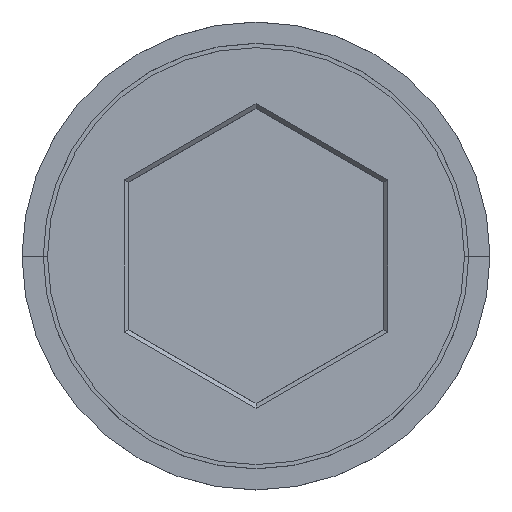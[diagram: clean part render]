
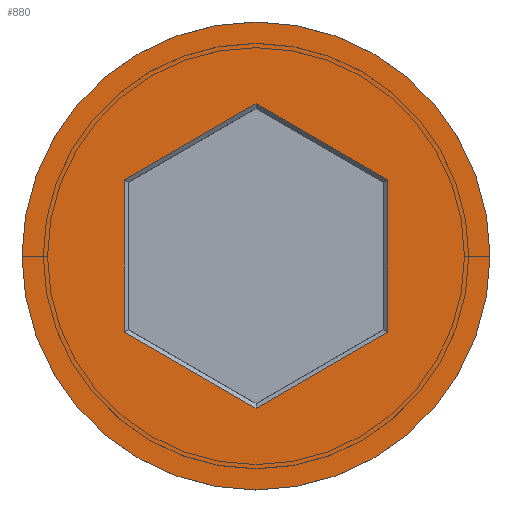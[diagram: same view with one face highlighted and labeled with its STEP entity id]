
A CAD part, top view. The second image highlights one B-rep face of the part: STEP entity #880.
In plain terms, the highlighted planar face has unit normal (0, 0, 1).
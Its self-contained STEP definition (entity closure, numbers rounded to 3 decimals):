
#5 = EDGE_CURVE ( 'NONE', #1037, #26, #699, .T. ) ;
#13 = AXIS2_PLACEMENT_3D ( 'NONE', #848, #843, #1067 ) ;
#26 = VERTEX_POINT ( 'NONE', #434 ) ;
#61 = LINE ( 'NONE', #1427, #271 ) ;
#124 = EDGE_CURVE ( 'NONE', #1120, #1176, #950, .T. ) ;
#143 = ORIENTED_EDGE ( 'NONE', *, *, #292, .T. ) ;
#148 = ORIENTED_EDGE ( 'NONE', *, *, #668, .T. ) ;
#160 = VERTEX_POINT ( 'NONE', #819 ) ;
#215 = EDGE_LOOP ( 'NONE', ( #143, #148 ) ) ;
#217 = CARTESIAN_POINT ( 'NONE',  ( 0., -3.58, 0. ) ) ;
#221 = LINE ( 'NONE', #955, #736 ) ;
#222 = AXIS2_PLACEMENT_3D ( 'NONE', #409, #1514, #1288 ) ;
#241 = CARTESIAN_POINT ( 'NONE',  ( 0., 3.58, 0. ) ) ;
#258 = CARTESIAN_POINT ( 'NONE',  ( 3.1, 1.79, 0. ) ) ;
#271 = VECTOR ( 'NONE', #313, 1000. ) ;
#292 = EDGE_CURVE ( 'NONE', #1257, #1276, #1234, .T. ) ;
#313 = DIRECTION ( 'NONE',  ( 0., -1., 0. ) ) ;
#325 = CARTESIAN_POINT ( 'NONE',  ( 3.05, 1.819, 0. ) ) ;
#403 = DIRECTION ( 'NONE',  ( 0., 0., 1. ) ) ;
#409 = CARTESIAN_POINT ( 'NONE',  ( 0., 0., 0. ) ) ;
#434 = CARTESIAN_POINT ( 'NONE',  ( -3.1, -1.79, 0. ) ) ;
#437 = VECTOR ( 'NONE', #1530, 1000. ) ;
#457 = PLANE ( 'NONE',  #13 ) ;
#526 = DIRECTION ( 'NONE',  ( 1., 0., 0. ) ) ;
#538 = DIRECTION ( 'NONE',  ( 0., 1., 0. ) ) ;
#566 = CARTESIAN_POINT ( 'NONE',  ( 3.1, -1.79, 0. ) ) ;
#572 = VECTOR ( 'NONE', #1057, 1000. ) ;
#586 = FACE_BOUND ( 'NONE', #1603, .T. ) ;
#597 = ORIENTED_EDGE ( 'NONE', *, *, #1387, .T. ) ;
#647 = EDGE_CURVE ( 'NONE', #26, #160, #1411, .T. ) ;
#668 = EDGE_CURVE ( 'NONE', #1276, #1257, #876, .T. ) ;
#670 = CARTESIAN_POINT ( 'NONE',  ( -0.05, 3.551, 0. ) ) ;
#692 = CARTESIAN_POINT ( 'NONE',  ( -3.05, -1.819, 0. ) ) ;
#699 = LINE ( 'NONE', #692, #437 ) ;
#717 = CARTESIAN_POINT ( 'NONE',  ( 5.5, 0., 0. ) ) ;
#736 = VECTOR ( 'NONE', #743, 1000. ) ;
#743 = DIRECTION ( 'NONE',  ( -0.866, -0.5, 0. ) ) ;
#747 = EDGE_CURVE ( 'NONE', #160, #1120, #1535, .T. ) ;
#774 = ORIENTED_EDGE ( 'NONE', *, *, #647, .T. ) ;
#819 = CARTESIAN_POINT ( 'NONE',  ( -3.1, 1.79, 0. ) ) ;
#843 = DIRECTION ( 'NONE',  ( 0., 0., 1. ) ) ;
#848 = CARTESIAN_POINT ( 'NONE',  ( 0., 0., 0. ) ) ;
#876 = CIRCLE ( 'NONE', #222, 5.5 ) ;
#880 = ADVANCED_FACE ( 'NONE', ( #586, #1208 ), #457, .T. ) ;
#917 = CARTESIAN_POINT ( 'NONE',  ( -3.1, 1.732, 0. ) ) ;
#921 = CARTESIAN_POINT ( 'NONE',  ( 0., 0., 0. ) ) ;
#950 = LINE ( 'NONE', #325, #572 ) ;
#955 = CARTESIAN_POINT ( 'NONE',  ( 0.05, -3.551, 0. ) ) ;
#958 = VERTEX_POINT ( 'NONE', #566 ) ;
#969 = EDGE_CURVE ( 'NONE', #1176, #958, #61, .T. ) ;
#1037 = VERTEX_POINT ( 'NONE', #217 ) ;
#1057 = DIRECTION ( 'NONE',  ( 0.866, -0.5, 0. ) ) ;
#1067 = DIRECTION ( 'NONE',  ( 1., 0., 0. ) ) ;
#1106 = AXIS2_PLACEMENT_3D ( 'NONE', #921, #403, #526 ) ;
#1120 = VERTEX_POINT ( 'NONE', #241 ) ;
#1145 = ORIENTED_EDGE ( 'NONE', *, *, #969, .T. ) ;
#1176 = VERTEX_POINT ( 'NONE', #258 ) ;
#1208 = FACE_OUTER_BOUND ( 'NONE', #215, .T. ) ;
#1234 = CIRCLE ( 'NONE', #1106, 5.5 ) ;
#1257 = VERTEX_POINT ( 'NONE', #717 ) ;
#1276 = VERTEX_POINT ( 'NONE', #1550 ) ;
#1288 = DIRECTION ( 'NONE',  ( 1., 0., 0. ) ) ;
#1292 = VECTOR ( 'NONE', #1412, 1000. ) ;
#1319 = VECTOR ( 'NONE', #538, 1000. ) ;
#1371 = ORIENTED_EDGE ( 'NONE', *, *, #747, .T. ) ;
#1387 = EDGE_CURVE ( 'NONE', #958, #1037, #221, .T. ) ;
#1398 = ORIENTED_EDGE ( 'NONE', *, *, #124, .T. ) ;
#1411 = LINE ( 'NONE', #917, #1319 ) ;
#1412 = DIRECTION ( 'NONE',  ( 0.866, 0.5, 0. ) ) ;
#1427 = CARTESIAN_POINT ( 'NONE',  ( 3.1, -1.732, 0. ) ) ;
#1467 = ORIENTED_EDGE ( 'NONE', *, *, #5, .T. ) ;
#1514 = DIRECTION ( 'NONE',  ( 0., 0., 1. ) ) ;
#1530 = DIRECTION ( 'NONE',  ( -0.866, 0.5, 0. ) ) ;
#1535 = LINE ( 'NONE', #670, #1292 ) ;
#1550 = CARTESIAN_POINT ( 'NONE',  ( -5.5, 0., 0. ) ) ;
#1603 = EDGE_LOOP ( 'NONE', ( #774, #1371, #1398, #1145, #597, #1467 ) ) ;
